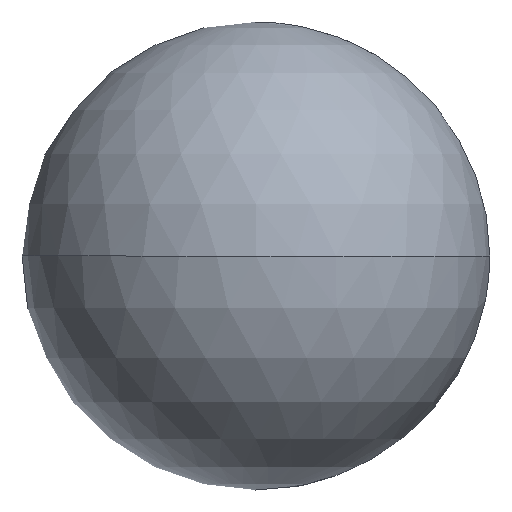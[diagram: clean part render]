
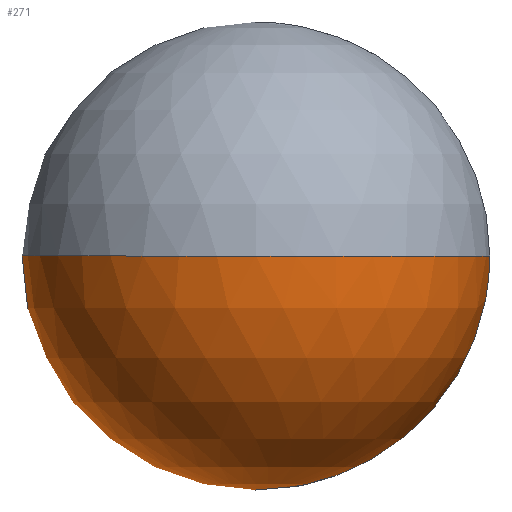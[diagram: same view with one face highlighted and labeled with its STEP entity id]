
A CAD part, left-side view. The second image highlights one B-rep face of the part: STEP entity #271.
In plain terms, the highlighted spherical face has radius 20 mm.
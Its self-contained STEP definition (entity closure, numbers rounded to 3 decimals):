
#6 = DIRECTION ( 'NONE',  ( 0., -1., 0. ) ) ;
#11 = CARTESIAN_POINT ( 'NONE',  ( 13.995, 0., 0. ) ) ;
#12 = CIRCLE ( 'NONE', #212, 20. ) ;
#22 = CIRCLE ( 'NONE', #50, 20. ) ;
#24 = CIRCLE ( 'NONE', #253, 14.288 ) ;
#46 = AXIS2_PLACEMENT_3D ( 'NONE', #48, #133, #113 ) ;
#48 = CARTESIAN_POINT ( 'NONE',  ( 0., 0., 0. ) ) ;
#50 = AXIS2_PLACEMENT_3D ( 'NONE', #128, #211, #191 ) ;
#51 = DIRECTION ( 'NONE',  ( 0., 0., 1. ) ) ;
#53 = EDGE_CURVE ( 'NONE', #156, #159, #22, .T. ) ;
#54 = ORIENTED_EDGE ( 'NONE', *, *, #73, .T. ) ;
#63 = EDGE_LOOP ( 'NONE', ( #139, #54, #157, #262 ) ) ;
#71 = SPHERICAL_SURFACE ( 'NONE', #46, 20. ) ;
#73 = EDGE_CURVE ( 'NONE', #137, #177, #169, .T. ) ;
#75 = DIRECTION ( 'NONE',  ( 0., 0., 1. ) ) ;
#86 = AXIS2_PLACEMENT_3D ( 'NONE', #11, #193, #75 ) ;
#113 = DIRECTION ( 'NONE',  ( 0., -1., 0. ) ) ;
#125 = EDGE_CURVE ( 'NONE', #177, #156, #24, .T. ) ;
#128 = CARTESIAN_POINT ( 'NONE',  ( 0., 0., 0. ) ) ;
#133 = DIRECTION ( 'NONE',  ( 0., 0., 1. ) ) ;
#135 = CARTESIAN_POINT ( 'NONE',  ( 13.995, 14.288, 0. ) ) ;
#137 = VERTEX_POINT ( 'NONE', #135 ) ;
#139 = ORIENTED_EDGE ( 'NONE', *, *, #226, .F. ) ;
#155 = CARTESIAN_POINT ( 'NONE',  ( 13.995, 0., 0. ) ) ;
#156 = VERTEX_POINT ( 'NONE', #217 ) ;
#157 = ORIENTED_EDGE ( 'NONE', *, *, #125, .T. ) ;
#159 = VERTEX_POINT ( 'NONE', #213 ) ;
#169 = CIRCLE ( 'NONE', #86, 14.288 ) ;
#174 = FACE_OUTER_BOUND ( 'NONE', #63, .T. ) ;
#177 = VERTEX_POINT ( 'NONE', #259 ) ;
#191 = DIRECTION ( 'NONE',  ( -1., 0., 0. ) ) ;
#193 = DIRECTION ( 'NONE',  ( -1., 0., 0. ) ) ;
#194 = CARTESIAN_POINT ( 'NONE',  ( 0., 0., 0. ) ) ;
#211 = DIRECTION ( 'NONE',  ( 0., 0., -1. ) ) ;
#212 = AXIS2_PLACEMENT_3D ( 'NONE', #194, #237, #6 ) ;
#213 = CARTESIAN_POINT ( 'NONE',  ( -20., 0., 0. ) ) ;
#214 = DIRECTION ( 'NONE',  ( -1., 0., 0. ) ) ;
#217 = CARTESIAN_POINT ( 'NONE',  ( 13.995, -14.288, 0. ) ) ;
#226 = EDGE_CURVE ( 'NONE', #137, #159, #12, .T. ) ;
#237 = DIRECTION ( 'NONE',  ( 0., 0., 1. ) ) ;
#253 = AXIS2_PLACEMENT_3D ( 'NONE', #155, #214, #51 ) ;
#259 = CARTESIAN_POINT ( 'NONE',  ( 13.995, 0., -14.288 ) ) ;
#262 = ORIENTED_EDGE ( 'NONE', *, *, #53, .T. ) ;
#271 = ADVANCED_FACE ( 'NONE', ( #174 ), #71, .T. ) ;
